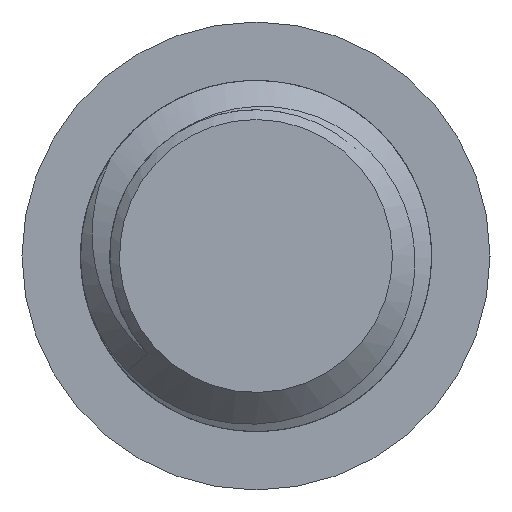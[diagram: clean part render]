
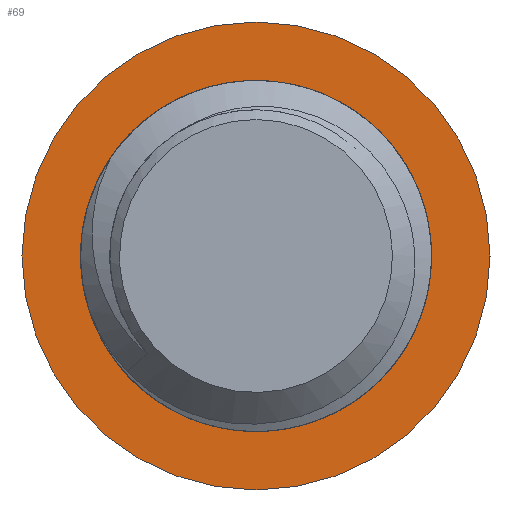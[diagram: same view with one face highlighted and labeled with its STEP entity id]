
A CAD part, left-side view. The second image highlights one B-rep face of the part: STEP entity #69.
In plain terms, the highlighted planar face has unit normal (-1, 0, 0).
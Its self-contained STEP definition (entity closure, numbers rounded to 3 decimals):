
#59=FACE_BOUND('',#91,.T.);
#60=FACE_BOUND('',#92,.T.);
#69=ADVANCED_FACE('',(#59,#60),#79,.T.);
#79=PLANE('',#183);
#91=EDGE_LOOP('',(#107));
#92=EDGE_LOOP('',(#108));
#107=ORIENTED_EDGE('',*,*,#153,.F.);
#108=ORIENTED_EDGE('',*,*,#152,.T.);
#139=VERTEX_POINT('',#239);
#140=VERTEX_POINT('',#242);
#152=EDGE_CURVE('',#139,#139,#169,.T.);
#153=EDGE_CURVE('',#140,#140,#170,.T.);
#169=CIRCLE('',#180,6.);
#170=CIRCLE('',#182,2.75);
#180=AXIS2_PLACEMENT_3D('',#238,#202,#203);
#182=AXIS2_PLACEMENT_3D('',#241,#206,#207);
#183=AXIS2_PLACEMENT_3D('',#243,#208,#209);
#202=DIRECTION('',(-1.,0.,0.));
#203=DIRECTION('',(0.,-1.,0.));
#206=DIRECTION('',(-1.,0.,0.));
#207=DIRECTION('',(0.,-1.,0.));
#208=DIRECTION('',(-1.,0.,0.));
#209=DIRECTION('',(0.,-1.,0.));
#238=CARTESIAN_POINT('',(0.,-6.,0.));
#239=CARTESIAN_POINT('',(0.,-12.,0.));
#241=CARTESIAN_POINT('',(0.,-6.,0.));
#242=CARTESIAN_POINT('',(0.,-8.75,0.));
#243=CARTESIAN_POINT('',(0.,-6.,0.));
